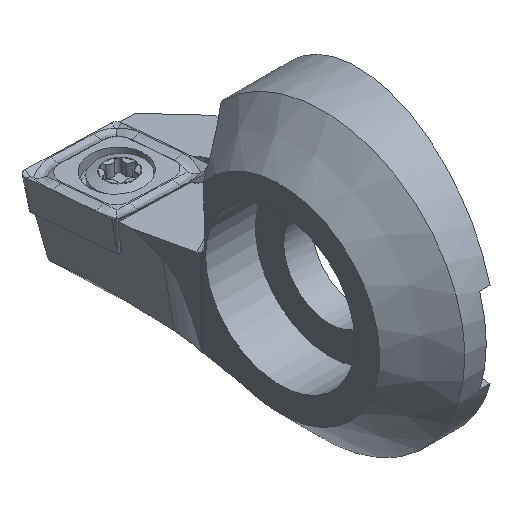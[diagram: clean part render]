
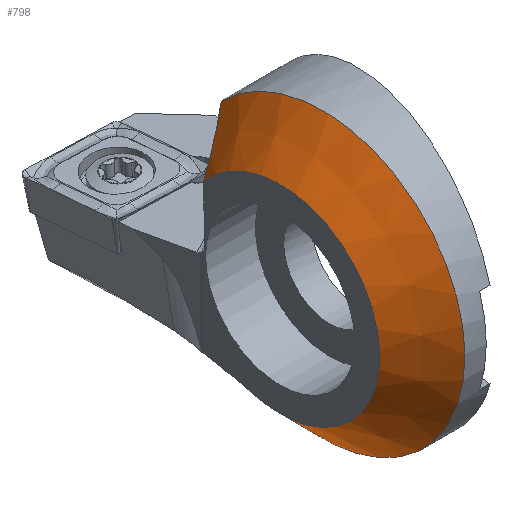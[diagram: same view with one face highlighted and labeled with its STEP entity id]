
A CAD part, isometric view. The second image highlights one B-rep face of the part: STEP entity #798.
In plain terms, the highlighted conical face has half-angle 45 degrees and reference radius 10 mm.
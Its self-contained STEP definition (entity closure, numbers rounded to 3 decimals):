
#234 = EDGE_LOOP ( 'NONE', ( #1699, #706, #2068, #3162 ) ) ;
#337 = AXIS2_PLACEMENT_3D ( 'NONE', #2330, #1477, #1222 ) ;
#419 = CARTESIAN_POINT ( 'NONE',  ( -5.5, 5.397, 4.458 ) ) ;
#460 = CIRCLE ( 'NONE', #1773, 10. ) ;
#584 = LINE ( 'NONE', #1602, #711 ) ;
#663 = CONICAL_SURFACE ( 'NONE', #3160, 10., 0.785 ) ;
#665 = EDGE_CURVE ( 'NONE', #906, #1788, #847, .T. ) ;
#674 = CARTESIAN_POINT ( 'NONE',  ( -4.524, 5.852, 5.42 ) ) ;
#693 = VERTEX_POINT ( 'NONE', #1500 ) ;
#706 = ORIENTED_EDGE ( 'NONE', *, *, #788, .T. ) ;
#710 = DIRECTION ( 'NONE',  ( 0., -1., 0. ) ) ;
#711 = VECTOR ( 'NONE', #3264, 1000. ) ;
#788 = EDGE_CURVE ( 'NONE', #693, #3504, #460, .T. ) ;
#798 = ADVANCED_FACE ( 'NONE', ( #1916 ), #663, .T. ) ;
#847 = CIRCLE ( 'NONE', #337, 7. ) ;
#906 = VERTEX_POINT ( 'NONE', #1352 ) ;
#928 = EDGE_CURVE ( 'NONE', #693, #906, #584, .T. ) ;
#960 = CARTESIAN_POINT ( 'NONE',  ( -3.522, 6.431, 6.266 ) ) ;
#1006 = CARTESIAN_POINT ( 'NONE',  ( -2.5, 0., 0. ) ) ;
#1222 = DIRECTION ( 'NONE',  ( 0., 1., 0. ) ) ;
#1352 = CARTESIAN_POINT ( 'NONE',  ( -5.5, 1.812, -6.761 ) ) ;
#1443 = CARTESIAN_POINT ( 'NONE',  ( -2.5, 7.151, 6.99 ) ) ;
#1477 = DIRECTION ( 'NONE',  ( -1., 0., 0. ) ) ;
#1500 = CARTESIAN_POINT ( 'NONE',  ( -2.5, 2.588, -9.659 ) ) ;
#1602 = CARTESIAN_POINT ( 'NONE',  ( -7.05, 1.411, -5.264 ) ) ;
#1699 = ORIENTED_EDGE ( 'NONE', *, *, #928, .F. ) ;
#1773 = AXIS2_PLACEMENT_3D ( 'NONE', #1006, #2895, #710 ) ;
#1788 = VERTEX_POINT ( 'NONE', #2629 ) ;
#1916 = FACE_OUTER_BOUND ( 'NONE', #234, .T. ) ;
#2068 = ORIENTED_EDGE ( 'NONE', *, *, #3221, .F. ) ;
#2069 = DIRECTION ( 'NONE',  ( 0., 1., 0. ) ) ;
#2082 = CARTESIAN_POINT ( 'NONE',  ( -2.5, 0., 0. ) ) ;
#2117 = DIRECTION ( 'NONE',  ( 1., 0., 0. ) ) ;
#2330 = CARTESIAN_POINT ( 'NONE',  ( -5.5, 0., 0. ) ) ;
#2349 = B_SPLINE_CURVE_WITH_KNOTS ( 'NONE', 3,
 ( #419, #3370, #674, #960, #2588, #3356 ),
 .UNSPECIFIED., .F., .F.,
 ( 4, 2, 4 ),
 ( 0., 0.002, 0.004 ),
 .UNSPECIFIED. ) ;
#2588 = CARTESIAN_POINT ( 'NONE',  ( -3.014, 6.763, 6.651 ) ) ;
#2629 = CARTESIAN_POINT ( 'NONE',  ( -5.5, 5.397, 4.458 ) ) ;
#2895 = DIRECTION ( 'NONE',  ( -1., 0., 0. ) ) ;
#3160 = AXIS2_PLACEMENT_3D ( 'NONE', #2082, #2117, #2069 ) ;
#3162 = ORIENTED_EDGE ( 'NONE', *, *, #665, .F. ) ;
#3221 = EDGE_CURVE ( 'NONE', #1788, #3504, #2349, .T. ) ;
#3264 = DIRECTION ( 'NONE',  ( -0.707, -0.183, 0.683 ) ) ;
#3356 = CARTESIAN_POINT ( 'NONE',  ( -2.5, 7.151, 6.99 ) ) ;
#3370 = CARTESIAN_POINT ( 'NONE',  ( -5.019, 5.606, 4.96 ) ) ;
#3504 = VERTEX_POINT ( 'NONE', #1443 ) ;
